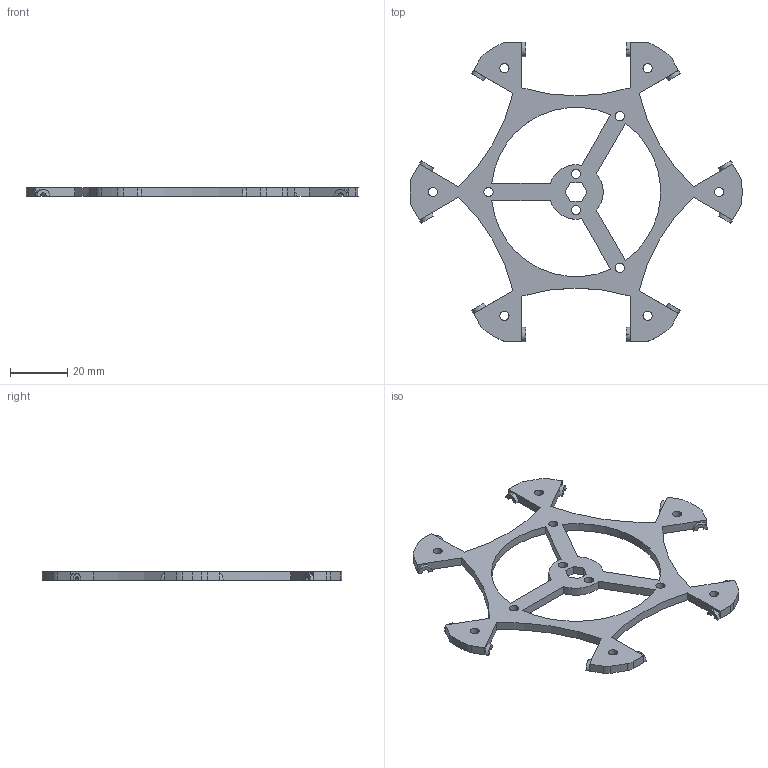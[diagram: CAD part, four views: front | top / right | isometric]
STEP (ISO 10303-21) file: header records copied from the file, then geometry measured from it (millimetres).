
FILE_DESCRIPTION (( 'STEP AP214' ), '1' );
FILE_NAME ('Disk 12 coating disk.STEP', '2023-09-14T07:54:29', ( '' ), ( '' ), 'SwSTEP 2.0', 'SolidWorks 2020', '' );
FILE_SCHEMA (( 'AUTOMOTIVE_DESIGN' ));
Length unit declared in the file: millimetre
Products named in the file (1): Disk 12 coating disk
Bounding box: 115.96 x 104.56 x 3 mm (x, y, z)
Volume: 9378.7 mm3; surface area: 9646.9 mm2
Topology: 1 solids, 1 shells, 141 faces, 405 edges, 266 vertices
Faces by surface type: cylinder 79, plane 62
Entity records: 4755 total; most frequent: DIRECTION 847, CARTESIAN_POINT 813, ORIENTED_EDGE 810, EDGE_CURVE 405, AXIS2_PLACEMENT_3D 300, VERTEX_POINT 266, LINE 247, VECTOR 247
